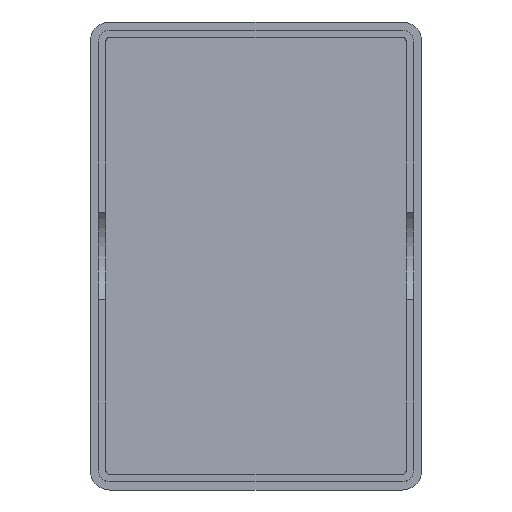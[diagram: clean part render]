
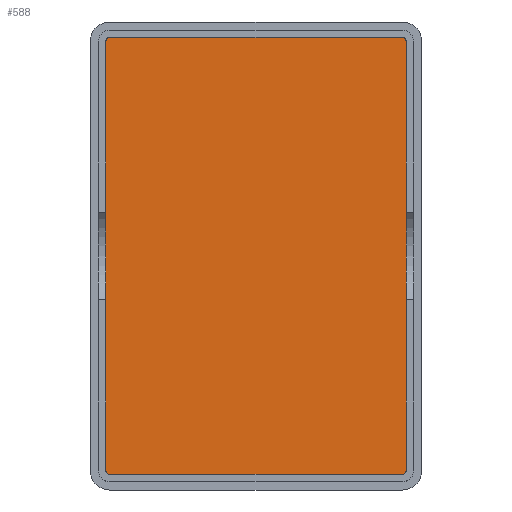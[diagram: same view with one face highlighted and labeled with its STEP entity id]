
A CAD part, top view. The second image highlights one B-rep face of the part: STEP entity #588.
In plain terms, the highlighted planar face has unit normal (0, 0, 1).
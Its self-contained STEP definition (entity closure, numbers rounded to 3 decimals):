
#42=CIRCLE('',#634,1.);
#44=CIRCLE('',#638,1.);
#46=CIRCLE('',#641,1.);
#47=CIRCLE('',#644,1.);
#88=FACE_OUTER_BOUND('',#120,.T.);
#120=EDGE_LOOP('',(#533,#534,#535,#536,#537,#538,#539,#540));
#143=LINE('',#912,#199);
#153=LINE('',#939,#209);
#156=LINE('',#949,#212);
#160=LINE('',#962,#216);
#199=VECTOR('',#734,10.);
#209=VECTOR('',#756,10.);
#212=VECTOR('',#767,10.);
#216=VECTOR('',#783,10.);
#258=VERTEX_POINT('',#909);
#259=VERTEX_POINT('',#911);
#269=VERTEX_POINT('',#936);
#270=VERTEX_POINT('',#938);
#271=VERTEX_POINT('',#942);
#273=VERTEX_POINT('',#948);
#275=VERTEX_POINT('',#957);
#276=VERTEX_POINT('',#961);
#323=EDGE_CURVE('',#259,#258,#143,.T.);
#337=EDGE_CURVE('',#270,#269,#153,.T.);
#339=EDGE_CURVE('',#269,#271,#42,.T.);
#342=EDGE_CURVE('',#271,#273,#156,.T.);
#345=EDGE_CURVE('',#273,#259,#44,.T.);
#347=EDGE_CURVE('',#258,#275,#46,.T.);
#349=EDGE_CURVE('',#275,#276,#160,.T.);
#351=EDGE_CURVE('',#276,#270,#47,.T.);
#533=ORIENTED_EDGE('',*,*,#337,.T.);
#534=ORIENTED_EDGE('',*,*,#339,.T.);
#535=ORIENTED_EDGE('',*,*,#342,.T.);
#536=ORIENTED_EDGE('',*,*,#345,.T.);
#537=ORIENTED_EDGE('',*,*,#323,.T.);
#538=ORIENTED_EDGE('',*,*,#347,.T.);
#539=ORIENTED_EDGE('',*,*,#349,.T.);
#540=ORIENTED_EDGE('',*,*,#351,.T.);
#557=PLANE('',#661);
#588=ADVANCED_FACE('',(#88),#557,.T.);
#634=AXIS2_PLACEMENT_3D('',#943,#760,#761);
#638=AXIS2_PLACEMENT_3D('',#954,#772,#773);
#641=AXIS2_PLACEMENT_3D('',#958,#778,#779);
#644=AXIS2_PLACEMENT_3D('',#965,#787,#788);
#661=AXIS2_PLACEMENT_3D('',#1009,#836,#837);
#734=DIRECTION('',(0.,1.,0.));
#756=DIRECTION('',(0.,-1.,0.));
#760=DIRECTION('center_axis',(0.,0.,1.));
#761=DIRECTION('ref_axis',(-1.,0.,0.));
#767=DIRECTION('',(1.,0.,0.));
#772=DIRECTION('center_axis',(0.,0.,1.));
#773=DIRECTION('ref_axis',(0.,-1.,0.));
#778=DIRECTION('center_axis',(0.,0.,1.));
#779=DIRECTION('ref_axis',(1.,0.,0.));
#783=DIRECTION('',(-1.,0.,0.));
#787=DIRECTION('center_axis',(0.,0.,1.));
#788=DIRECTION('ref_axis',(0.,1.,0.));
#836=DIRECTION('center_axis',(0.,0.,1.));
#837=DIRECTION('ref_axis',(1.,0.,0.));
#909=CARTESIAN_POINT('',(81.,115.,0.));
#911=CARTESIAN_POINT('',(81.,5.,0.));
#912=CARTESIAN_POINT('',(81.,87.5,0.));
#936=CARTESIAN_POINT('',(4.,5.,0.));
#938=CARTESIAN_POINT('',(4.,115.,0.));
#939=CARTESIAN_POINT('',(4.,32.5,0.));
#942=CARTESIAN_POINT('',(5.,4.,0.));
#943=CARTESIAN_POINT('Origin',(5.,5.,0.));
#948=CARTESIAN_POINT('',(80.,4.,0.));
#949=CARTESIAN_POINT('',(61.25,4.,0.));
#954=CARTESIAN_POINT('Origin',(80.,5.,0.));
#957=CARTESIAN_POINT('',(80.,116.,0.));
#958=CARTESIAN_POINT('Origin',(80.,115.,0.));
#961=CARTESIAN_POINT('',(5.,116.,0.));
#962=CARTESIAN_POINT('',(23.75,116.,0.));
#965=CARTESIAN_POINT('Origin',(5.,115.,0.));
#1009=CARTESIAN_POINT('Origin',(42.5,60.,0.));
